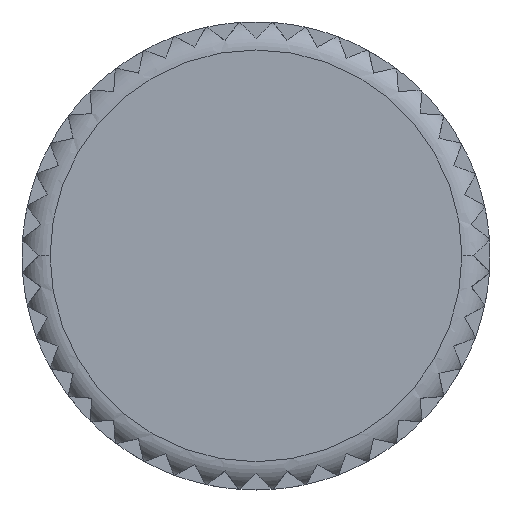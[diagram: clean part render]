
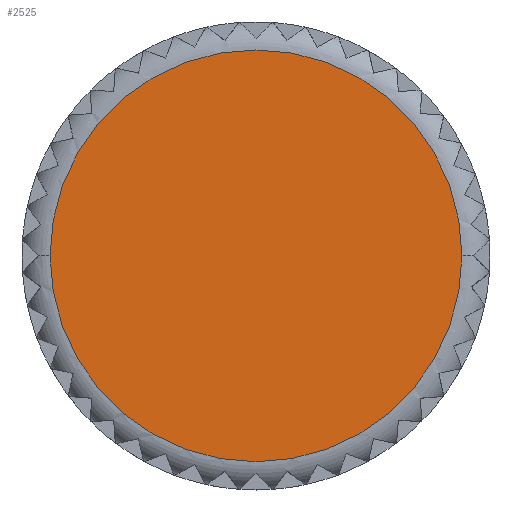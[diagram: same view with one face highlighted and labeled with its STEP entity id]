
A CAD part, top view. The second image highlights one B-rep face of the part: STEP entity #2525.
In plain terms, the highlighted planar face has unit normal (0, 0, 1).
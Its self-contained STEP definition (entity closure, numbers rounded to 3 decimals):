
#1169=EDGE_CURVE('',#2297,#1881,#3149,.T.);
#1881=VERTEX_POINT('',#3921);
#1903=EDGE_CURVE('',#1881,#2297,#3945,.T.);
#2297=VERTEX_POINT('',#4381);
#2525=ADVANCED_FACE('',(#4629),#4630,.T.);
#3149=CIRCLE('',#5480,11.0);
#3921=CARTESIAN_POINT('',(-11.0,0.,28.5));
#3945=CIRCLE('',#7147,11.0);
#4381=CARTESIAN_POINT('',(11.0,0.,28.5));
#4629=FACE_OUTER_BOUND('',#8431,.T.);
#4630=PLANE('',#8432);
#5480=AXIS2_PLACEMENT_3D('',#9574,#9575,#9576);
#7147=AXIS2_PLACEMENT_3D('',#10299,#10300,#10301);
#8431=EDGE_LOOP('',(#11113,#11114));
#8432=AXIS2_PLACEMENT_3D('',#11115,#11116,#11117);
#9574=CARTESIAN_POINT('',(0.0,0.,28.5));
#9575=DIRECTION('',(0.0,0.0,1.0));
#9576=DIRECTION('',(-1.0,0.,0.0));
#10299=CARTESIAN_POINT('',(0.0,0.,28.5));
#10300=DIRECTION('',(0.0,0.0,1.0));
#10301=DIRECTION('',(-1.0,0.,0.0));
#11113=ORIENTED_EDGE('',*,*,#1903,.T.);
#11114=ORIENTED_EDGE('',*,*,#1169,.T.);
#11115=CARTESIAN_POINT('',(-5.5,0.,28.5));
#11116=DIRECTION('',(0.0,0.0,1.0));
#11117=DIRECTION('',(-1.0,0.,0.0));
